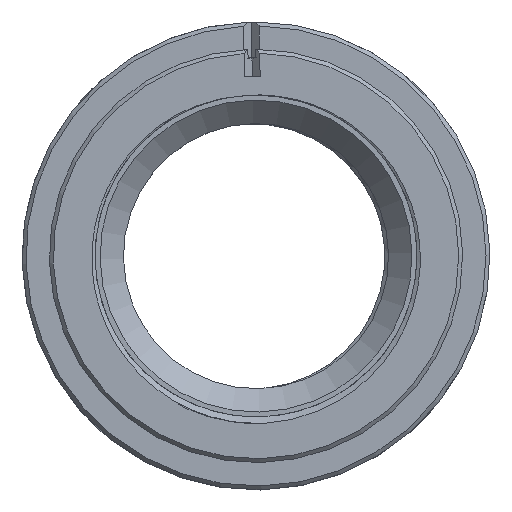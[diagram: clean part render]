
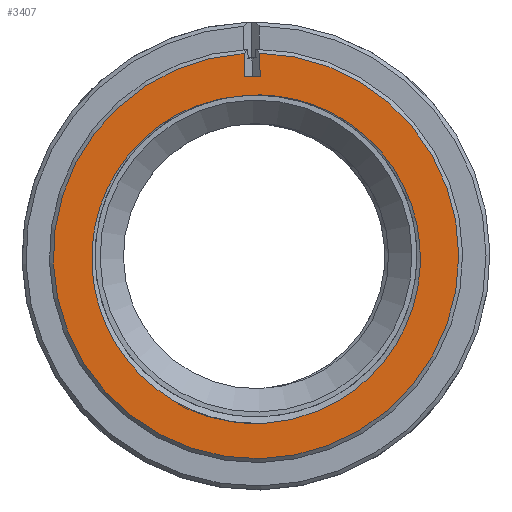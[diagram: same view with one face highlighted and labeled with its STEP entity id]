
A CAD part, top view. The second image highlights one B-rep face of the part: STEP entity #3407.
In plain terms, the highlighted planar face has unit normal (0, 0, 1).
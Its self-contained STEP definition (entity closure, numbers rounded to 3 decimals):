
#118=B_SPLINE_CURVE_WITH_KNOTS('',3,(#17078,#17079,#17080,#17081,#17082,
#17083,#17084,#17085,#17086,#17087,#17088,#17089,#17090,#17091,#17092),
 .UNSPECIFIED.,.F.,.F.,(4,1,1,1,1,1,1,1,1,1,1,1,4),(0.,
0.008,0.017,0.025,0.029,
0.033,0.037,0.042,0.05,
0.054,0.058,0.062,0.066),
 .UNSPECIFIED.);
#119=B_SPLINE_CURVE_WITH_KNOTS('',3,(#17095,#17096,#17097,#17098,#17099,
#17100,#17101,#17102,#17103,#17104,#17105,#17106),.UNSPECIFIED.,.F.,.F.,
(4,1,1,1,1,1,1,1,1,4),(0.,0.008,0.017,0.025,
0.033,0.041,0.05,0.058,
0.062,0.066),.UNSPECIFIED.);
#463=LINE('',#17006,#672);
#465=LINE('',#17012,#674);
#672=VECTOR('',#4848,1000.);
#674=VECTOR('',#4854,1000.);
#1577=ORIENTED_EDGE('',*,*,#2068,.F.);
#1578=ORIENTED_EDGE('',*,*,#2069,.F.);
#1579=ORIENTED_EDGE('',*,*,#2056,.F.);
#1580=ORIENTED_EDGE('',*,*,#2070,.T.);
#1581=ORIENTED_EDGE('',*,*,#2059,.F.);
#1582=ORIENTED_EDGE('',*,*,#2071,.T.);
#2056=EDGE_CURVE('',#2384,#2385,#463,.T.);
#2059=EDGE_CURVE('',#2387,#2388,#465,.T.);
#2068=EDGE_CURVE('',#2395,#2396,#118,.T.);
#2069=EDGE_CURVE('',#2396,#2395,#119,.T.);
#2070=EDGE_CURVE('',#2384,#2388,#2573,.T.);
#2071=EDGE_CURVE('',#2387,#2385,#2574,.T.);
#2384=VERTEX_POINT('',#17005);
#2385=VERTEX_POINT('',#17007);
#2387=VERTEX_POINT('',#17013);
#2388=VERTEX_POINT('',#17014);
#2395=VERTEX_POINT('',#17093);
#2396=VERTEX_POINT('',#17094);
#2573=CIRCLE('',#3880,26.);
#2574=CIRCLE('',#3881,23.);
#2830=EDGE_LOOP('',(#1577,#1578));
#2831=EDGE_LOOP('',(#1579,#1580,#1581,#1582));
#3099=FACE_BOUND('',#2830,.T.);
#3100=FACE_BOUND('',#2831,.T.);
#3212=PLANE('',#3879);
#3407=ADVANCED_FACE('',(#3099,#3100),#3212,.T.);
#3879=AXIS2_PLACEMENT_3D('',#17077,#4866,#4867);
#3880=AXIS2_PLACEMENT_3D('',#17107,#4868,#4869);
#3881=AXIS2_PLACEMENT_3D('',#17108,#4870,#4871);
#4848=DIRECTION('',(0.,-1.,0.));
#4854=DIRECTION('',(0.,1.,0.));
#4866=DIRECTION('',(0.,0.,1.));
#4867=DIRECTION('',(0.028,-1.,0.));
#4868=DIRECTION('',(0.,0.,1.));
#4869=DIRECTION('',(0.766,0.643,0.));
#4870=DIRECTION('',(0.,0.,1.));
#4871=DIRECTION('',(0.766,0.643,0.));
#17005=CARTESIAN_POINT('',(-1.001,25.981,0.));
#17006=CARTESIAN_POINT('',(-1.001,0.002,0.));
#17007=CARTESIAN_POINT('',(-1.001,22.979,0.));
#17012=CARTESIAN_POINT('',(0.999,0.002,0.));
#17013=CARTESIAN_POINT('',(0.999,22.979,0.));
#17014=CARTESIAN_POINT('',(0.999,25.981,0.));
#17077=CARTESIAN_POINT('',(147.146,104.149,0.));
#17078=CARTESIAN_POINT('',(-0.572,20.628,0.));
#17079=CARTESIAN_POINT('',(-3.344,20.588,0.));
#17080=CARTESIAN_POINT('',(-8.865,19.369,0.));
#17081=CARTESIAN_POINT('',(-15.715,14.538,0.));
#17082=CARTESIAN_POINT('',(-19.474,8.558,0.));
#17083=CARTESIAN_POINT('',(-20.916,3.182,0.));
#17084=CARTESIAN_POINT('',(-21.187,-0.95,0.));
#17085=CARTESIAN_POINT('',(-20.655,-5.051,0.));
#17086=CARTESIAN_POINT('',(-18.877,-10.329,0.));
#17087=CARTESIAN_POINT('',(-15.612,-14.91,0.));
#17088=CARTESIAN_POINT('',(-11.207,-18.32,0.));
#17089=CARTESIAN_POINT('',(-7.513,-20.173,0.));
#17090=CARTESIAN_POINT('',(-3.527,-21.291,0.));
#17091=CARTESIAN_POINT('',(-0.75,-21.514,0.));
#17092=CARTESIAN_POINT('',(0.636,-21.491,0.));
#17093=CARTESIAN_POINT('',(-0.572,20.628,0.));
#17094=CARTESIAN_POINT('',(0.636,-21.491,0.));
#17095=CARTESIAN_POINT('',(0.636,-21.491,0.));
#17096=CARTESIAN_POINT('',(3.403,-21.374,0.));
#17097=CARTESIAN_POINT('',(8.886,-20.047,0.));
#17098=CARTESIAN_POINT('',(15.681,-15.18,0.));
#17099=CARTESIAN_POINT('',(20.198,-8.02,0.));
#17100=CARTESIAN_POINT('',(21.611,0.325,0.));
#17101=CARTESIAN_POINT('',(19.767,8.484,0.));
#17102=CARTESIAN_POINT('',(14.876,15.405,0.));
#17103=CARTESIAN_POINT('',(8.891,19.114,0.));
#17104=CARTESIAN_POINT('',(3.578,20.518,0.));
#17105=CARTESIAN_POINT('',(0.809,20.684,0.));
#17106=CARTESIAN_POINT('',(-0.572,20.628,0.));
#17107=CARTESIAN_POINT('',(0.,0.,0.));
#17108=CARTESIAN_POINT('',(-0.002,0.001,0.));
